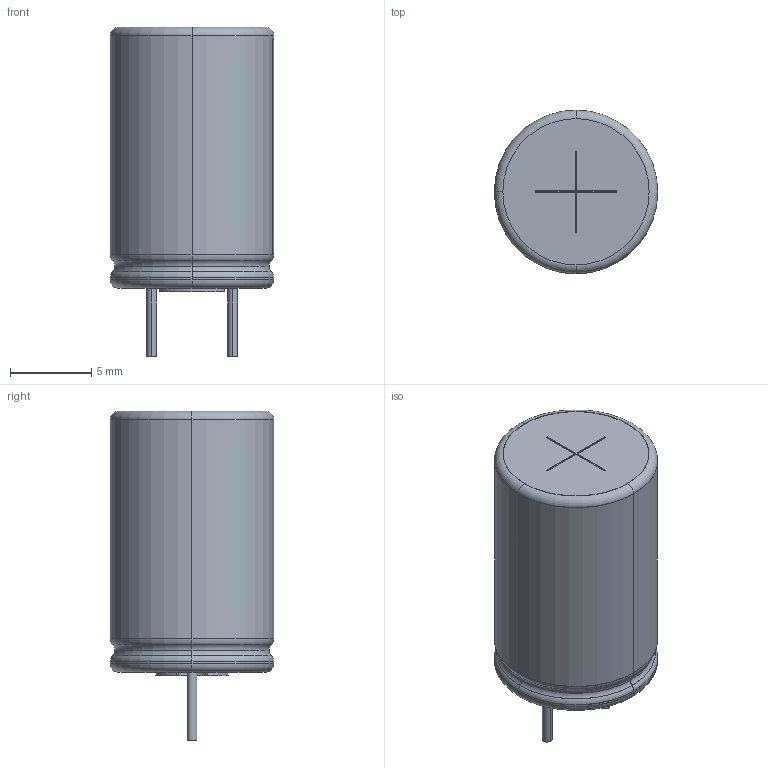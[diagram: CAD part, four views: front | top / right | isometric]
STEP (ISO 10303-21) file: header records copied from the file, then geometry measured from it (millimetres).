
FILE_DESCRIPTION(('FreeCAD Model'),'2;1');
FILE_NAME( 'User_Library_Cap_electro_10x16x5_0mm_sp.step', '2018-12-30T19:20:31',('kicad StepUp'),('ksu MCAD'), 'Open CASCADE STEP processor 7.2','FreeCAD','Unknown');
FILE_SCHEMA(('AUTOMOTIVE_DESIGN { 1 0 10303 214 1 1 1 1 }'));
Length unit declared in the file: millimetre
Products named in the file (1): User_Library_Cap_electro_10x16x5_0mm_sp
Bounding box: 10.05 x 10.05 x 20.27 mm (x, y, z)
Surface area: 1196 mm2 (no closed solid volume)
Topology: 0 solids, 3 shells, 96 faces, 250 edges, 173 vertices
Faces by surface type: cylinder 60, torus 30, plane 6
Entity records: 3696 total; most frequent: CARTESIAN_POINT 592, DIRECTION 559, ORIENTED_EDGE 464, EDGE_CURVE 250, AXIS2_PLACEMENT_3D 236, VERTEX_POINT 173, CIRCLE 139, FACE_BOUND 111
